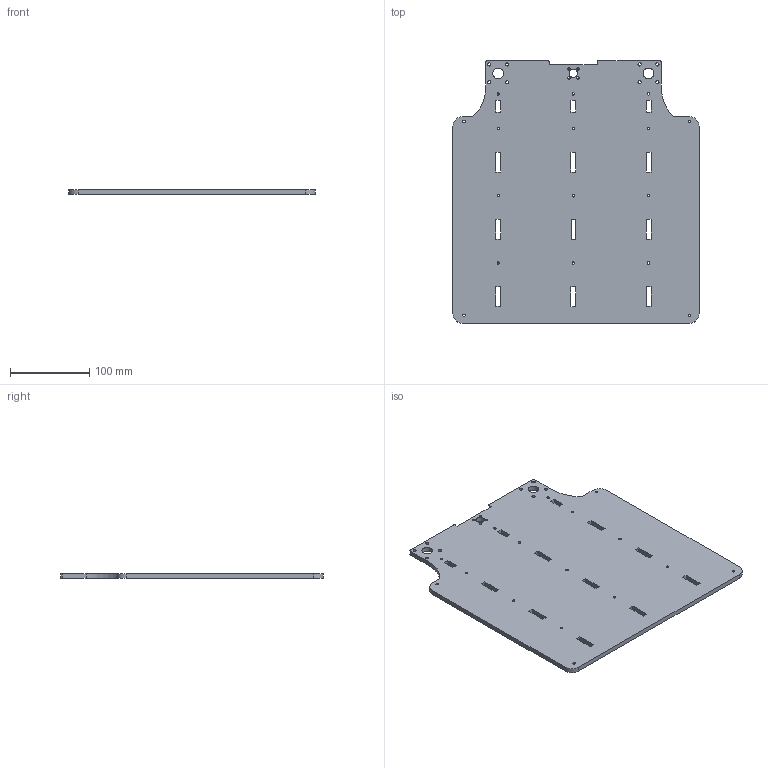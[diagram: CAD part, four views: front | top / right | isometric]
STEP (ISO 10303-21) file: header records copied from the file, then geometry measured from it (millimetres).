
FILE_DESCRIPTION(('none'),'2,1');
FILE_NAME('','Thu Jan 05 19:44:30 2017',('Unknown author'),(''),'HOOPS Exchange','Windows','Unknown authorisation');
FILE_SCHEMA( ('AUTOMOTIVE_DESIGN { 1 0 10303 214 1 1 1 1 }') );
Length unit declared in the file: millimetre
Products named in the file (2): Base de impresionv4; Predeterminado
Assembly tree (1 placements, depth 2):
  Base de impresionv4
    Predeterminado
Bounding box: 311.22 x 331.91 x 6 mm (x, y, z)
Volume: 567806.2 mm3; surface area: 203337.7 mm2
Topology: 1 solids, 1 shells, 134 faces, 396 edges, 264 vertices
Faces by surface type: cylinder 72, plane 62
Entity records: 9401 total; most frequent: CARTESIAN_POINT 2841, DIRECTION 814, DEFINITIONAL_REPRESENTATION 792, PCURVE 792, ORIENTED_EDGE 792, B_SPLINE_CURVE_WITH_KNOTS 648, INTERSECTION_CURVE 396, EDGE_CURVE 396
